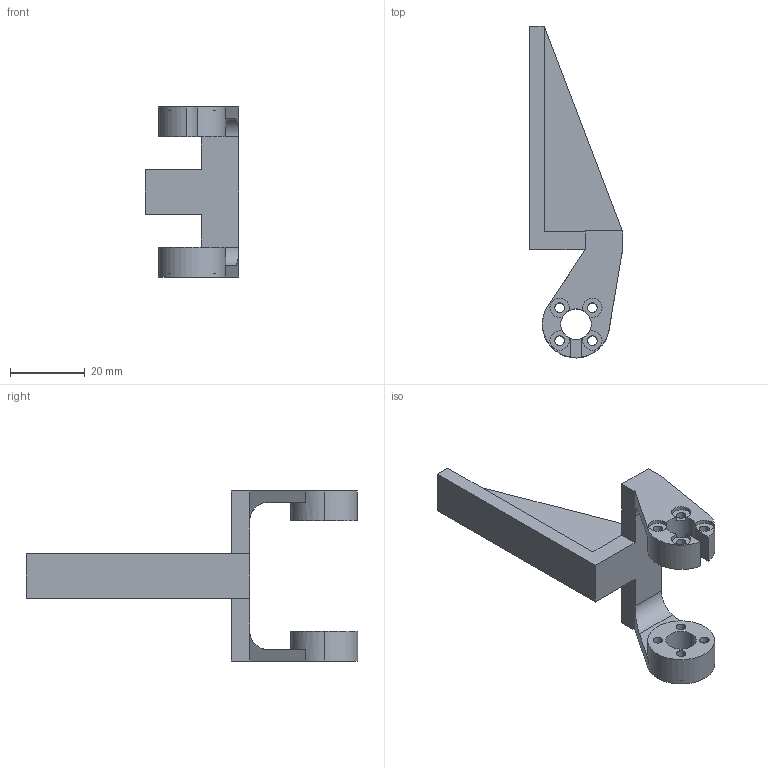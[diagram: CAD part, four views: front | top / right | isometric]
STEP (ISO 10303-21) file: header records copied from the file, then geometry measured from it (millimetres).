
FILE_DESCRIPTION (( 'STEP AP214' ), '1' );
FILE_NAME ('FCS4HAND2310_FINGER_EDGE_RH.STEP', '2023-12-04T06:14:34', ( '' ), ( '' ), 'SwSTEP 2.0', 'SolidWorks 2021', '' );
FILE_SCHEMA (( 'AUTOMOTIVE_DESIGN' ));
Length unit declared in the file: millimetre
Products named in the file (1): FCS4HAND2310_FINGER_EDGE_RH
Bounding box: 25 x 89 x 45.6 mm (x, y, z)
Volume: 12481.7 mm3; surface area: 8087.8 mm2
Topology: 1 solids, 1 shells, 87 faces, 247 edges, 162 vertices
Faces by surface type: cylinder 52, plane 35
Entity records: 2947 total; most frequent: DIRECTION 539, CARTESIAN_POINT 509, ORIENTED_EDGE 494, EDGE_CURVE 247, AXIS2_PLACEMENT_3D 208, VERTEX_POINT 162, VECTOR 123, LINE 123
